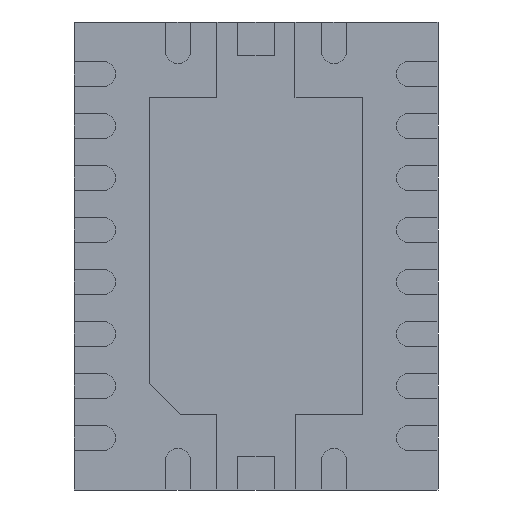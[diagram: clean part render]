
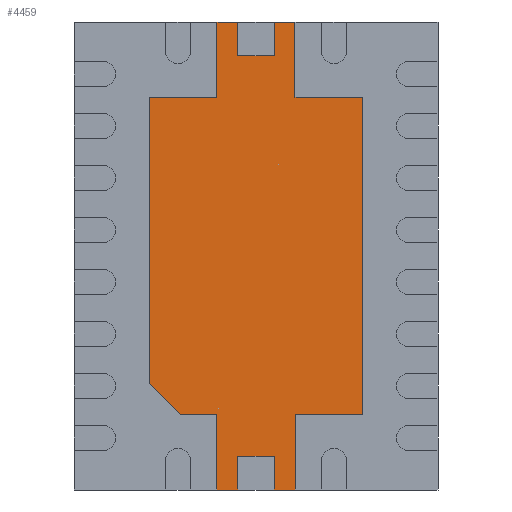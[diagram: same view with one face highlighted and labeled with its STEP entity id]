
A CAD part, front view. The second image highlights one B-rep face of the part: STEP entity #4459.
In plain terms, the highlighted planar face has unit normal (0, -1, 0).
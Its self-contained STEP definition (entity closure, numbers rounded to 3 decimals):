
#367=FACE_OUTER_BOUND('',#622,.T.);
#622=EDGE_LOOP('',(#3205,#3206,#3207,#3208,#3209,#3210,#3211,#3212,#3213,
#3214,#3215,#3216,#3217,#3218,#3219,#3220,#3221,#3222,#3223,#3224,#3225));
#891=LINE('',#6456,#1431);
#894=LINE('',#6462,#1434);
#897=LINE('',#6468,#1437);
#900=LINE('',#6474,#1440);
#903=LINE('',#6480,#1443);
#906=LINE('',#6486,#1446);
#909=LINE('',#6492,#1449);
#912=LINE('',#6498,#1452);
#915=LINE('',#6504,#1455);
#918=LINE('',#6510,#1458);
#921=LINE('',#6516,#1461);
#924=LINE('',#6522,#1464);
#927=LINE('',#6528,#1467);
#930=LINE('',#6534,#1470);
#933=LINE('',#6540,#1473);
#936=LINE('',#6546,#1476);
#939=LINE('',#6552,#1479);
#942=LINE('',#6558,#1482);
#945=LINE('',#6564,#1485);
#948=LINE('',#6570,#1488);
#951=LINE('',#6574,#1491);
#1431=VECTOR('',#5234,1000.);
#1434=VECTOR('',#5239,1000.);
#1437=VECTOR('',#5244,1000.);
#1440=VECTOR('',#5249,1000.);
#1443=VECTOR('',#5254,1000.);
#1446=VECTOR('',#5259,1000.);
#1449=VECTOR('',#5264,1000.);
#1452=VECTOR('',#5269,1000.);
#1455=VECTOR('',#5274,1000.);
#1458=VECTOR('',#5279,1000.);
#1461=VECTOR('',#5284,1000.);
#1464=VECTOR('',#5289,1000.);
#1467=VECTOR('',#5294,1000.);
#1470=VECTOR('',#5299,1000.);
#1473=VECTOR('',#5304,1000.);
#1476=VECTOR('',#5309,1000.);
#1479=VECTOR('',#5314,1000.);
#1482=VECTOR('',#5319,1000.);
#1485=VECTOR('',#5324,1000.);
#1488=VECTOR('',#5329,1000.);
#1491=VECTOR('',#5334,1000.);
#1955=VERTEX_POINT('',#6453);
#1956=VERTEX_POINT('',#6455);
#1958=VERTEX_POINT('',#6461);
#1960=VERTEX_POINT('',#6467);
#1962=VERTEX_POINT('',#6473);
#1964=VERTEX_POINT('',#6479);
#1966=VERTEX_POINT('',#6485);
#1968=VERTEX_POINT('',#6491);
#1970=VERTEX_POINT('',#6497);
#1972=VERTEX_POINT('',#6503);
#1974=VERTEX_POINT('',#6509);
#1976=VERTEX_POINT('',#6515);
#1978=VERTEX_POINT('',#6521);
#1980=VERTEX_POINT('',#6527);
#1982=VERTEX_POINT('',#6533);
#1984=VERTEX_POINT('',#6539);
#1986=VERTEX_POINT('',#6545);
#1988=VERTEX_POINT('',#6551);
#1990=VERTEX_POINT('',#6557);
#1992=VERTEX_POINT('',#6563);
#1994=VERTEX_POINT('',#6569);
#2403=EDGE_CURVE('',#1956,#1955,#891,.T.);
#2406=EDGE_CURVE('',#1958,#1956,#894,.T.);
#2409=EDGE_CURVE('',#1960,#1958,#897,.T.);
#2412=EDGE_CURVE('',#1962,#1960,#900,.T.);
#2415=EDGE_CURVE('',#1964,#1962,#903,.T.);
#2418=EDGE_CURVE('',#1966,#1964,#906,.T.);
#2421=EDGE_CURVE('',#1968,#1966,#909,.T.);
#2424=EDGE_CURVE('',#1970,#1968,#912,.T.);
#2427=EDGE_CURVE('',#1972,#1970,#915,.T.);
#2430=EDGE_CURVE('',#1974,#1972,#918,.T.);
#2433=EDGE_CURVE('',#1976,#1974,#921,.T.);
#2436=EDGE_CURVE('',#1978,#1976,#924,.T.);
#2439=EDGE_CURVE('',#1980,#1978,#927,.T.);
#2442=EDGE_CURVE('',#1982,#1980,#930,.T.);
#2445=EDGE_CURVE('',#1984,#1982,#933,.T.);
#2448=EDGE_CURVE('',#1986,#1984,#936,.T.);
#2451=EDGE_CURVE('',#1988,#1986,#939,.T.);
#2454=EDGE_CURVE('',#1990,#1988,#942,.T.);
#2457=EDGE_CURVE('',#1992,#1990,#945,.T.);
#2460=EDGE_CURVE('',#1994,#1992,#948,.T.);
#2463=EDGE_CURVE('',#1955,#1994,#951,.T.);
#3205=ORIENTED_EDGE('',*,*,#2403,.T.);
#3206=ORIENTED_EDGE('',*,*,#2463,.T.);
#3207=ORIENTED_EDGE('',*,*,#2460,.T.);
#3208=ORIENTED_EDGE('',*,*,#2457,.T.);
#3209=ORIENTED_EDGE('',*,*,#2454,.T.);
#3210=ORIENTED_EDGE('',*,*,#2451,.T.);
#3211=ORIENTED_EDGE('',*,*,#2448,.T.);
#3212=ORIENTED_EDGE('',*,*,#2445,.T.);
#3213=ORIENTED_EDGE('',*,*,#2442,.T.);
#3214=ORIENTED_EDGE('',*,*,#2439,.T.);
#3215=ORIENTED_EDGE('',*,*,#2436,.T.);
#3216=ORIENTED_EDGE('',*,*,#2433,.T.);
#3217=ORIENTED_EDGE('',*,*,#2430,.T.);
#3218=ORIENTED_EDGE('',*,*,#2427,.T.);
#3219=ORIENTED_EDGE('',*,*,#2424,.T.);
#3220=ORIENTED_EDGE('',*,*,#2421,.T.);
#3221=ORIENTED_EDGE('',*,*,#2418,.T.);
#3222=ORIENTED_EDGE('',*,*,#2415,.T.);
#3223=ORIENTED_EDGE('',*,*,#2412,.T.);
#3224=ORIENTED_EDGE('',*,*,#2409,.T.);
#3225=ORIENTED_EDGE('',*,*,#2406,.T.);
#4238=PLANE('',#4766);
#4459=ADVANCED_FACE('',(#367),#4238,.F.);
#4766=AXIS2_PLACEMENT_3D('',#6575,#5335,#5336);
#5234=DIRECTION('',(-1.,0.,0.));
#5239=DIRECTION('',(0.,0.,-1.));
#5244=DIRECTION('',(-1.,0.,0.));
#5249=DIRECTION('',(0.,0.,1.));
#5254=DIRECTION('',(-1.,0.,0.));
#5259=DIRECTION('',(0.,0.,-1.));
#5264=DIRECTION('',(-1.,0.,0.));
#5269=DIRECTION('',(0.,0.,1.));
#5274=DIRECTION('',(-1.,0.,0.));
#5279=DIRECTION('',(0.,0.,1.));
#5284=DIRECTION('',(1.,0.,0.));
#5289=DIRECTION('',(0.,0.,1.));
#5294=DIRECTION('',(1.,0.,0.));
#5299=DIRECTION('',(0.,0.,-1.));
#5304=DIRECTION('',(1.,0.,0.));
#5309=DIRECTION('',(0.,0.,1.));
#5314=DIRECTION('',(1.,0.,0.));
#5319=DIRECTION('',(0.,0.,-1.));
#5324=DIRECTION('',(1.,0.,0.));
#5329=DIRECTION('',(0.707,0.,-0.707));
#5334=DIRECTION('',(0.,0.,-1.));
#5335=DIRECTION('center_axis',(0.,1.,0.));
#5336=DIRECTION('ref_axis',(0.,0.,1.));
#6453=CARTESIAN_POINT('',(-1.025,0.,1.525));
#6455=CARTESIAN_POINT('',(-0.375,0.,1.525));
#6456=CARTESIAN_POINT('',(-0.375,0.,1.525));
#6461=CARTESIAN_POINT('',(-0.375,0.,2.25));
#6462=CARTESIAN_POINT('',(-0.375,0.,1.525));
#6467=CARTESIAN_POINT('',(-0.175,0.,2.25));
#6468=CARTESIAN_POINT('',(-0.375,0.,2.25));
#6473=CARTESIAN_POINT('',(-0.175,0.,1.925));
#6474=CARTESIAN_POINT('',(-0.175,0.,2.25));
#6479=CARTESIAN_POINT('',(0.175,0.,1.925));
#6480=CARTESIAN_POINT('',(-0.175,0.,1.925));
#6485=CARTESIAN_POINT('',(0.175,0.,2.25));
#6486=CARTESIAN_POINT('',(0.175,0.,1.925));
#6491=CARTESIAN_POINT('',(0.375,0.,2.25));
#6492=CARTESIAN_POINT('',(0.175,0.,2.25));
#6497=CARTESIAN_POINT('',(0.375,0.,1.525));
#6498=CARTESIAN_POINT('',(0.375,0.,2.25));
#6503=CARTESIAN_POINT('',(1.025,0.,1.525));
#6504=CARTESIAN_POINT('',(1.025,0.,1.525));
#6509=CARTESIAN_POINT('',(1.025,0.,-1.525));
#6510=CARTESIAN_POINT('',(1.025,0.,-1.525));
#6515=CARTESIAN_POINT('',(0.375,0.,-1.525));
#6516=CARTESIAN_POINT('',(1.025,0.,-1.525));
#6521=CARTESIAN_POINT('',(0.375,0.,-2.25));
#6522=CARTESIAN_POINT('',(0.375,0.,-2.25));
#6527=CARTESIAN_POINT('',(0.175,0.,-2.25));
#6528=CARTESIAN_POINT('',(0.175,0.,-2.25));
#6533=CARTESIAN_POINT('',(0.175,0.,-1.925));
#6534=CARTESIAN_POINT('',(0.175,0.,-1.925));
#6539=CARTESIAN_POINT('',(-0.175,0.,-1.925));
#6540=CARTESIAN_POINT('',(-0.175,0.,-1.925));
#6545=CARTESIAN_POINT('',(-0.175,0.,-2.25));
#6546=CARTESIAN_POINT('',(-0.175,0.,-2.25));
#6551=CARTESIAN_POINT('',(-0.375,0.,-2.25));
#6552=CARTESIAN_POINT('',(-0.375,0.,-2.25));
#6557=CARTESIAN_POINT('',(-0.375,0.,-1.525));
#6558=CARTESIAN_POINT('',(-0.375,0.,-1.525));
#6563=CARTESIAN_POINT('',(-0.725,0.,-1.525));
#6564=CARTESIAN_POINT('',(-0.375,0.,-1.525));
#6569=CARTESIAN_POINT('',(-1.025,0.,-1.225));
#6570=CARTESIAN_POINT('',(-0.725,0.,-1.525));
#6574=CARTESIAN_POINT('',(-1.025,0.,-1.225));
#6575=CARTESIAN_POINT('Origin',(0.,0.,0.));
